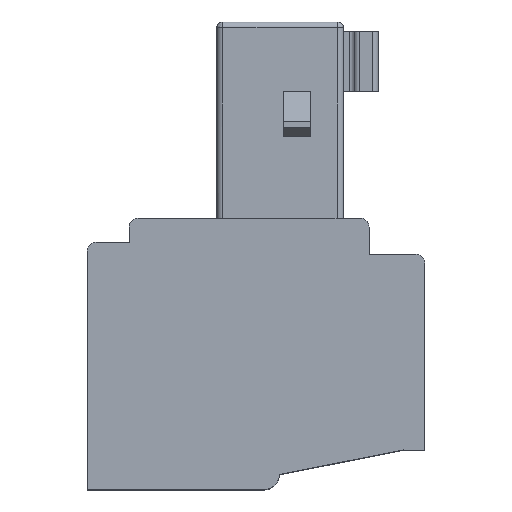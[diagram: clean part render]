
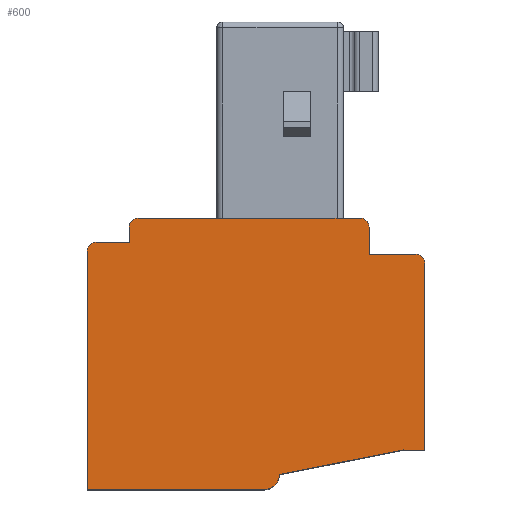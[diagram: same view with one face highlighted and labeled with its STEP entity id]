
A CAD part, top view. The second image highlights one B-rep face of the part: STEP entity #600.
In plain terms, the highlighted planar face has unit normal (0, 0, 1).
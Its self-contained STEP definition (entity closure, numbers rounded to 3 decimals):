
#98 = VECTOR ( 'NONE', #2112, 1000. ) ;
#114 = CARTESIAN_POINT ( 'NONE',  ( 6.375, 0.5, 9.92 ) ) ;
#156 = ORIENTED_EDGE ( 'NONE', *, *, #2523, .T. ) ;
#184 = CARTESIAN_POINT ( 'NONE',  ( 6.375, 0.5, 9.92 ) ) ;
#192 = CIRCLE ( 'NONE', #1327, 0.3 ) ;
#244 = VERTEX_POINT ( 'NONE', #4225 ) ;
#269 = CARTESIAN_POINT ( 'NONE',  ( 9.35, 8.7, 9.92 ) ) ;
#287 = LINE ( 'NONE', #4902, #1182 ) ;
#288 = CARTESIAN_POINT ( 'NONE',  ( 9.05, 9., 9.92 ) ) ;
#317 = ORIENTED_EDGE ( 'NONE', *, *, #1592, .F. ) ;
#343 = AXIS2_PLACEMENT_3D ( 'NONE', #542, #1282, #4755 ) ;
#368 = CARTESIAN_POINT ( 'NONE',  ( 5.875, 0.5, 9.92 ) ) ;
#406 = CARTESIAN_POINT ( 'NONE',  ( 10.5, 1.315, 9.92 ) ) ;
#417 = LINE ( 'NONE', #114, #2004 ) ;
#448 = VERTEX_POINT ( 'NONE', #269 ) ;
#542 = CARTESIAN_POINT ( 'NONE',  ( 9.05, 8.7, 9.92 ) ) ;
#600 = ADVANCED_FACE ( 'NONE', ( #890 ), #1245, .T. ) ;
#636 = CARTESIAN_POINT ( 'NONE',  ( 1.4, 8.7, 9.92 ) ) ;
#672 = EDGE_CURVE ( 'NONE', #1880, #2537, #1727, .T. ) ;
#687 = VECTOR ( 'NONE', #4493, 1000. ) ;
#768 = CARTESIAN_POINT ( 'NONE',  ( 5.875, 0., 9.92 ) ) ;
#783 = VECTOR ( 'NONE', #3987, 1000. ) ;
#819 = CARTESIAN_POINT ( 'NONE',  ( 6.375, 0., 9.92 ) ) ;
#872 = LINE ( 'NONE', #3915, #783 ) ;
#882 = LINE ( 'NONE', #2010, #4414 ) ;
#884 = VERTEX_POINT ( 'NONE', #768 ) ;
#890 = FACE_OUTER_BOUND ( 'NONE', #2922, .T. ) ;
#895 = CARTESIAN_POINT ( 'NONE',  ( 10.9, 7.5, 9.92 ) ) ;
#943 = CIRCLE ( 'NONE', #4744, 0.3 ) ;
#999 = ORIENTED_EDGE ( 'NONE', *, *, #2644, .T. ) ;
#1031 = CARTESIAN_POINT ( 'NONE',  ( 1.4, 8.2, 9.92 ) ) ;
#1092 = DIRECTION ( 'NONE',  ( 0., 0., -1. ) ) ;
#1128 = CARTESIAN_POINT ( 'NONE',  ( 0., 7.9, 9.92 ) ) ;
#1172 = LINE ( 'NONE', #1546, #4030 ) ;
#1182 = VECTOR ( 'NONE', #2228, 1000. ) ;
#1218 = DIRECTION ( 'NONE',  ( -1., 0., 0. ) ) ;
#1226 = EDGE_CURVE ( 'NONE', #2537, #4761, #4158, .T. ) ;
#1236 = ORIENTED_EDGE ( 'NONE', *, *, #3039, .T. ) ;
#1238 = DIRECTION ( 'NONE',  ( 0.981, 0.194, 0. ) ) ;
#1245 = PLANE ( 'NONE',  #2135 ) ;
#1282 = DIRECTION ( 'NONE',  ( 0., 0., -1. ) ) ;
#1327 = AXIS2_PLACEMENT_3D ( 'NONE', #895, #3713, #2119 ) ;
#1396 = LINE ( 'NONE', #2952, #687 ) ;
#1406 = VECTOR ( 'NONE', #2333, 1000. ) ;
#1450 = DIRECTION ( 'NONE',  ( 0., 1., 0. ) ) ;
#1462 = ORIENTED_EDGE ( 'NONE', *, *, #1899, .F. ) ;
#1500 = CARTESIAN_POINT ( 'NONE',  ( 0., 0., 9.92 ) ) ;
#1530 = ORIENTED_EDGE ( 'NONE', *, *, #1665, .F. ) ;
#1546 = CARTESIAN_POINT ( 'NONE',  ( 11.2, 1.3, 9.92 ) ) ;
#1592 = EDGE_CURVE ( 'NONE', #4612, #1920, #4401, .T. ) ;
#1662 = ORIENTED_EDGE ( 'NONE', *, *, #1226, .F. ) ;
#1664 = VERTEX_POINT ( 'NONE', #184 ) ;
#1665 = EDGE_CURVE ( 'NONE', #2344, #448, #1902, .T. ) ;
#1673 = DIRECTION ( 'NONE',  ( 0., 0., -1. ) ) ;
#1727 = LINE ( 'NONE', #2925, #98 ) ;
#1733 = AXIS2_PLACEMENT_3D ( 'NONE', #2354, #1673, #1967 ) ;
#1746 = CARTESIAN_POINT ( 'NONE',  ( 11.2, 7.5, 9.92 ) ) ;
#1850 = CARTESIAN_POINT ( 'NONE',  ( 0., 8.2, 9.92 ) ) ;
#1880 = VERTEX_POINT ( 'NONE', #1031 ) ;
#1899 = EDGE_CURVE ( 'NONE', #448, #2545, #4240, .T. ) ;
#1902 = CIRCLE ( 'NONE', #343, 0.3 ) ;
#1920 = VERTEX_POINT ( 'NONE', #406 ) ;
#1967 = DIRECTION ( 'NONE',  ( -1., 0., 0. ) ) ;
#2004 = VECTOR ( 'NONE', #1238, 1000. ) ;
#2010 = CARTESIAN_POINT ( 'NONE',  ( 6.375, 9., 9.92 ) ) ;
#2026 = CARTESIAN_POINT ( 'NONE',  ( 11.2, 1.3, 9.92 ) ) ;
#2040 = VERTEX_POINT ( 'NONE', #4247 ) ;
#2094 = ORIENTED_EDGE ( 'NONE', *, *, #672, .F. ) ;
#2112 = DIRECTION ( 'NONE',  ( 0., 1., 0. ) ) ;
#2119 = DIRECTION ( 'NONE',  ( -1., 0., 0. ) ) ;
#2135 = AXIS2_PLACEMENT_3D ( 'NONE', #819, #4765, #3556 ) ;
#2187 = CARTESIAN_POINT ( 'NONE',  ( 10.5, 1.3, 9.92 ) ) ;
#2210 = CARTESIAN_POINT ( 'NONE',  ( 1.7, 9., 9.92 ) ) ;
#2228 = DIRECTION ( 'NONE',  ( 0., 1., 0. ) ) ;
#2293 = DIRECTION ( 'NONE',  ( 0., 0., 1. ) ) ;
#2314 = VECTOR ( 'NONE', #4951, 1000. ) ;
#2326 = DIRECTION ( 'NONE',  ( -1., 0., 0. ) ) ;
#2333 = DIRECTION ( 'NONE',  ( 0., -1., 0. ) ) ;
#2335 = AXIS2_PLACEMENT_3D ( 'NONE', #368, #1092, #3017 ) ;
#2337 = EDGE_CURVE ( 'NONE', #244, #1880, #2631, .T. ) ;
#2344 = VERTEX_POINT ( 'NONE', #288 ) ;
#2354 = CARTESIAN_POINT ( 'NONE',  ( 1.7, 8.7, 9.92 ) ) ;
#2379 = CARTESIAN_POINT ( 'NONE',  ( 9.35, 9., 9.92 ) ) ;
#2523 = EDGE_CURVE ( 'NONE', #4810, #2836, #192, .T. ) ;
#2537 = VERTEX_POINT ( 'NONE', #636 ) ;
#2545 = VERTEX_POINT ( 'NONE', #3231 ) ;
#2631 = LINE ( 'NONE', #1850, #2314 ) ;
#2644 = EDGE_CURVE ( 'NONE', #2040, #884, #1396, .T. ) ;
#2681 = LINE ( 'NONE', #1500, #4253 ) ;
#2703 = ORIENTED_EDGE ( 'NONE', *, *, #4631, .T. ) ;
#2712 = ORIENTED_EDGE ( 'NONE', *, *, #4485, .T. ) ;
#2791 = VECTOR ( 'NONE', #4774, 1000. ) ;
#2836 = VERTEX_POINT ( 'NONE', #3845 ) ;
#2922 = EDGE_LOOP ( 'NONE', ( #317, #4310, #3879, #156, #4988, #1462, #1530, #1236, #1662, #2094, #4032, #2712, #3476, #999, #3824, #2703 ) ) ;
#2925 = CARTESIAN_POINT ( 'NONE',  ( 1.4, 8., 9.92 ) ) ;
#2952 = CARTESIAN_POINT ( 'NONE',  ( 6.375, 0., 9.92 ) ) ;
#3017 = DIRECTION ( 'NONE',  ( -1., 0., 0. ) ) ;
#3039 = EDGE_CURVE ( 'NONE', #2344, #4761, #882, .T. ) ;
#3231 = CARTESIAN_POINT ( 'NONE',  ( 9.35, 7.8, 9.92 ) ) ;
#3354 = VERTEX_POINT ( 'NONE', #2026 ) ;
#3419 = DIRECTION ( 'NONE',  ( -1., 0., 0. ) ) ;
#3476 = ORIENTED_EDGE ( 'NONE', *, *, #3580, .F. ) ;
#3556 = DIRECTION ( 'NONE',  ( 1., 0., 0. ) ) ;
#3577 = VERTEX_POINT ( 'NONE', #1128 ) ;
#3580 = EDGE_CURVE ( 'NONE', #2040, #3577, #2681, .T. ) ;
#3653 = EDGE_CURVE ( 'NONE', #3354, #4810, #287, .T. ) ;
#3713 = DIRECTION ( 'NONE',  ( 0., 0., 1. ) ) ;
#3738 = EDGE_CURVE ( 'NONE', #2836, #2545, #872, .T. ) ;
#3824 = ORIENTED_EDGE ( 'NONE', *, *, #4477, .F. ) ;
#3845 = CARTESIAN_POINT ( 'NONE',  ( 10.9, 7.8, 9.92 ) ) ;
#3879 = ORIENTED_EDGE ( 'NONE', *, *, #3653, .T. ) ;
#3915 = CARTESIAN_POINT ( 'NONE',  ( 6.375, 7.8, 9.92 ) ) ;
#3987 = DIRECTION ( 'NONE',  ( -1., 0., 0. ) ) ;
#4026 = EDGE_CURVE ( 'NONE', #3354, #4612, #1172, .T. ) ;
#4030 = VECTOR ( 'NONE', #2326, 1000. ) ;
#4032 = ORIENTED_EDGE ( 'NONE', *, *, #2337, .F. ) ;
#4158 = CIRCLE ( 'NONE', #1733, 0.3 ) ;
#4225 = CARTESIAN_POINT ( 'NONE',  ( 0.3, 8.2, 9.92 ) ) ;
#4240 = LINE ( 'NONE', #2379, #1406 ) ;
#4247 = CARTESIAN_POINT ( 'NONE',  ( 0., 0., 9.92 ) ) ;
#4253 = VECTOR ( 'NONE', #1450, 1000. ) ;
#4257 = CIRCLE ( 'NONE', #2335, 0.5 ) ;
#4279 = CARTESIAN_POINT ( 'NONE',  ( 0.3, 7.9, 9.92 ) ) ;
#4310 = ORIENTED_EDGE ( 'NONE', *, *, #4026, .F. ) ;
#4401 = LINE ( 'NONE', #2187, #2791 ) ;
#4414 = VECTOR ( 'NONE', #1218, 1000. ) ;
#4477 = EDGE_CURVE ( 'NONE', #1664, #884, #4257, .T. ) ;
#4485 = EDGE_CURVE ( 'NONE', #244, #3577, #943, .T. ) ;
#4493 = DIRECTION ( 'NONE',  ( 1., 0., 0. ) ) ;
#4612 = VERTEX_POINT ( 'NONE', #4731 ) ;
#4631 = EDGE_CURVE ( 'NONE', #1664, #1920, #417, .T. ) ;
#4731 = CARTESIAN_POINT ( 'NONE',  ( 10.5, 1.3, 9.92 ) ) ;
#4744 = AXIS2_PLACEMENT_3D ( 'NONE', #4279, #2293, #3419 ) ;
#4755 = DIRECTION ( 'NONE',  ( -1., 0., 0. ) ) ;
#4761 = VERTEX_POINT ( 'NONE', #2210 ) ;
#4765 = DIRECTION ( 'NONE',  ( 0., 0., 1. ) ) ;
#4774 = DIRECTION ( 'NONE',  ( 0., 1., 0. ) ) ;
#4810 = VERTEX_POINT ( 'NONE', #1746 ) ;
#4902 = CARTESIAN_POINT ( 'NONE',  ( 11.2, 0., 9.92 ) ) ;
#4951 = DIRECTION ( 'NONE',  ( 1., 0., 0. ) ) ;
#4988 = ORIENTED_EDGE ( 'NONE', *, *, #3738, .T. ) ;
